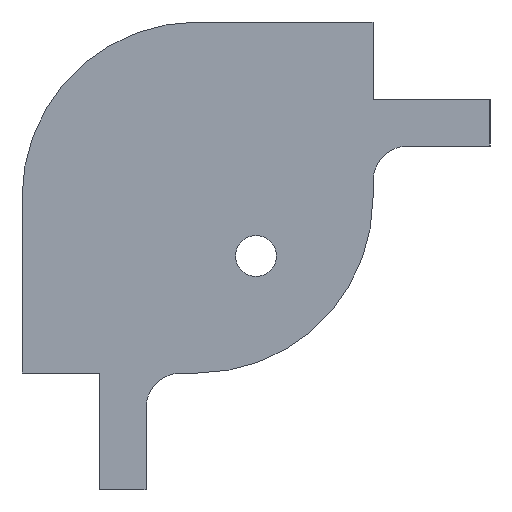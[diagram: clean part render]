
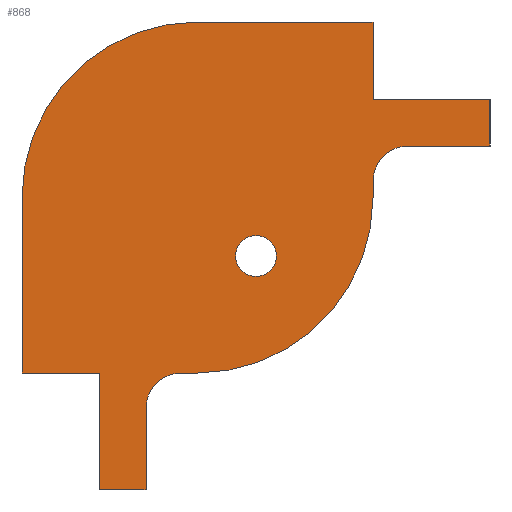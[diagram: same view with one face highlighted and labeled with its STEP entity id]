
A CAD part, left-side view. The second image highlights one B-rep face of the part: STEP entity #868.
In plain terms, the highlighted planar face has unit normal (-1, 0, 0).
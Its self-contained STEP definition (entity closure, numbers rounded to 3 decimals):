
#46=FACE_BOUND('',#142,.T.);
#88=FACE_OUTER_BOUND('',#141,.T.);
#141=EDGE_LOOP('',(#788,#789,#790,#791,#792,#793,#794,#795,#796,#797,#798,
#799,#800,#801,#802,#803));
#142=EDGE_LOOP('',(#804));
#170=LINE('',#1310,#256);
#176=LINE('',#1324,#262);
#188=LINE('',#1365,#274);
#196=LINE('',#1385,#282);
#200=LINE('',#1392,#286);
#201=LINE('',#1395,#287);
#205=LINE('',#1402,#291);
#209=LINE('',#1411,#295);
#213=LINE('',#1416,#299);
#215=LINE('',#1420,#301);
#225=LINE('',#1449,#311);
#228=LINE('',#1456,#314);
#256=VECTOR('',#1050,10.);
#262=VECTOR('',#1062,10.);
#274=VECTOR('',#1110,10.);
#282=VECTOR('',#1132,10.);
#286=VECTOR('',#1138,10.);
#287=VECTOR('',#1141,10.);
#291=VECTOR('',#1147,10.);
#295=VECTOR('',#1153,10.);
#299=VECTOR('',#1159,10.);
#301=VECTOR('',#1163,10.);
#311=VECTOR('',#1199,10.);
#314=VECTOR('',#1208,10.);
#345=CIRCLE('',#931,3.);
#346=CIRCLE('',#934,3.);
#349=CIRCLE('',#953,1.75);
#350=CIRCLE('',#955,15.);
#352=CIRCLE('',#960,15.);
#393=VERTEX_POINT('',#1307);
#394=VERTEX_POINT('',#1309);
#398=VERTEX_POINT('',#1321);
#399=VERTEX_POINT('',#1323);
#409=VERTEX_POINT('',#1359);
#410=VERTEX_POINT('',#1363);
#411=VERTEX_POINT('',#1367);
#415=VERTEX_POINT('',#1383);
#417=VERTEX_POINT('',#1390);
#418=VERTEX_POINT('',#1394);
#420=VERTEX_POINT('',#1400);
#423=VERTEX_POINT('',#1408);
#424=VERTEX_POINT('',#1410);
#425=VERTEX_POINT('',#1419);
#428=VERTEX_POINT('',#1436);
#431=VERTEX_POINT('',#1448);
#432=VERTEX_POINT('',#1452);
#480=EDGE_CURVE('',#394,#393,#170,.F.);
#488=EDGE_CURVE('',#399,#398,#176,.F.);
#507=EDGE_CURVE('',#409,#398,#345,.T.);
#509=EDGE_CURVE('',#410,#409,#188,.T.);
#510=EDGE_CURVE('',#394,#411,#346,.T.);
#519=EDGE_CURVE('',#393,#415,#196,.F.);
#523=EDGE_CURVE('',#415,#417,#200,.F.);
#524=EDGE_CURVE('',#411,#418,#201,.T.);
#528=EDGE_CURVE('',#420,#417,#205,.T.);
#532=EDGE_CURVE('',#424,#423,#209,.F.);
#536=EDGE_CURVE('',#423,#399,#213,.F.);
#538=EDGE_CURVE('',#424,#425,#215,.T.);
#547=EDGE_CURVE('',#428,#428,#349,.T.);
#548=EDGE_CURVE('',#418,#410,#350,.T.);
#552=EDGE_CURVE('',#431,#420,#225,.T.);
#554=EDGE_CURVE('',#432,#431,#352,.T.);
#556=EDGE_CURVE('',#425,#432,#228,.T.);
#788=ORIENTED_EDGE('',*,*,#548,.F.);
#789=ORIENTED_EDGE('',*,*,#524,.F.);
#790=ORIENTED_EDGE('',*,*,#510,.F.);
#791=ORIENTED_EDGE('',*,*,#480,.T.);
#792=ORIENTED_EDGE('',*,*,#519,.T.);
#793=ORIENTED_EDGE('',*,*,#523,.T.);
#794=ORIENTED_EDGE('',*,*,#528,.F.);
#795=ORIENTED_EDGE('',*,*,#552,.F.);
#796=ORIENTED_EDGE('',*,*,#554,.F.);
#797=ORIENTED_EDGE('',*,*,#556,.F.);
#798=ORIENTED_EDGE('',*,*,#538,.F.);
#799=ORIENTED_EDGE('',*,*,#532,.T.);
#800=ORIENTED_EDGE('',*,*,#536,.T.);
#801=ORIENTED_EDGE('',*,*,#488,.T.);
#802=ORIENTED_EDGE('',*,*,#507,.F.);
#803=ORIENTED_EDGE('',*,*,#509,.F.);
#804=ORIENTED_EDGE('',*,*,#547,.F.);
#826=PLANE('',#962);
#868=ADVANCED_FACE('',(#88,#46),#826,.F.);
#931=AXIS2_PLACEMENT_3D('',#1361,#1105,#1106);
#934=AXIS2_PLACEMENT_3D('',#1368,#1113,#1114);
#953=AXIS2_PLACEMENT_3D('',#1438,#1185,#1186);
#955=AXIS2_PLACEMENT_3D('',#1440,#1189,#1190);
#960=AXIS2_PLACEMENT_3D('',#1453,#1203,#1204);
#962=AXIS2_PLACEMENT_3D('',#1457,#1209,#1210);
#1050=DIRECTION('',(0.,1.,0.));
#1062=DIRECTION('',(0.,0.,-1.));
#1105=DIRECTION('center_axis',(-1.,0.,0.));
#1106=DIRECTION('ref_axis',(0.,0.707,0.707));
#1110=DIRECTION('',(0.,1.,0.));
#1113=DIRECTION('center_axis',(-1.,0.,0.));
#1114=DIRECTION('ref_axis',(0.,0.707,0.707));
#1132=DIRECTION('',(0.,0.,-1.));
#1138=DIRECTION('',(0.,-1.,0.));
#1141=DIRECTION('',(0.,0.,-1.));
#1147=DIRECTION('',(0.,0.,-1.));
#1153=DIRECTION('',(0.,0.,1.));
#1159=DIRECTION('',(0.,1.,0.));
#1163=DIRECTION('',(0.,1.,0.));
#1185=DIRECTION('center_axis',(-1.,0.,0.));
#1186=DIRECTION('ref_axis',(0.,0.,-1.));
#1189=DIRECTION('center_axis',(1.,0.,0.));
#1190=DIRECTION('ref_axis',(0.,-0.707,-0.707));
#1199=DIRECTION('',(0.,-1.,0.));
#1203=DIRECTION('center_axis',(1.,0.,0.));
#1204=DIRECTION('ref_axis',(0.,1.,0.));
#1208=DIRECTION('',(0.,0.,1.));
#1209=DIRECTION('center_axis',(1.,0.,0.));
#1210=DIRECTION('ref_axis',(0.,0.,-1.));
#1307=CARTESIAN_POINT('',(185.808,40.,159.4));
#1309=CARTESIAN_POINT('',(185.808,47.,159.4));
#1310=CARTESIAN_POINT('',(185.808,57.5,159.4));
#1321=CARTESIAN_POINT('',(185.808,69.4,137.));
#1323=CARTESIAN_POINT('',(185.808,69.4,130.));
#1324=CARTESIAN_POINT('',(185.808,69.4,142.5));
#1359=CARTESIAN_POINT('',(185.808,66.4,140.));
#1361=CARTESIAN_POINT('Origin',(185.808,66.4,137.));
#1363=CARTESIAN_POINT('',(185.808,65.,140.));
#1365=CARTESIAN_POINT('',(185.808,57.5,140.));
#1367=CARTESIAN_POINT('',(185.808,50.,156.4));
#1368=CARTESIAN_POINT('Origin',(185.808,47.,156.4));
#1383=CARTESIAN_POINT('',(185.808,40.,163.4));
#1385=CARTESIAN_POINT('',(185.808,40.,157.2));
#1390=CARTESIAN_POINT('',(185.808,50.,163.4));
#1392=CARTESIAN_POINT('',(185.808,52.5,163.4));
#1394=CARTESIAN_POINT('',(185.808,50.,155.));
#1395=CARTESIAN_POINT('',(185.808,50.,162.5));
#1400=CARTESIAN_POINT('',(185.808,50.,170.));
#1402=CARTESIAN_POINT('',(185.808,50.,162.5));
#1408=CARTESIAN_POINT('',(185.808,73.4,130.));
#1410=CARTESIAN_POINT('',(185.808,73.4,140.));
#1411=CARTESIAN_POINT('',(185.808,73.4,147.5));
#1416=CARTESIAN_POINT('',(185.808,69.2,130.));
#1419=CARTESIAN_POINT('',(185.808,80.,140.));
#1420=CARTESIAN_POINT('',(185.808,57.5,140.));
#1436=CARTESIAN_POINT('',(185.808,60.,151.75));
#1438=CARTESIAN_POINT('Origin',(185.808,60.,150.));
#1440=CARTESIAN_POINT('Origin',(185.808,65.,155.));
#1448=CARTESIAN_POINT('',(185.808,65.,170.));
#1449=CARTESIAN_POINT('',(185.808,65.,170.));
#1452=CARTESIAN_POINT('',(185.808,80.,155.));
#1453=CARTESIAN_POINT('Origin',(185.808,65.,155.));
#1456=CARTESIAN_POINT('',(185.808,80.,147.5));
#1457=CARTESIAN_POINT('Origin',(185.808,65.,155.));
